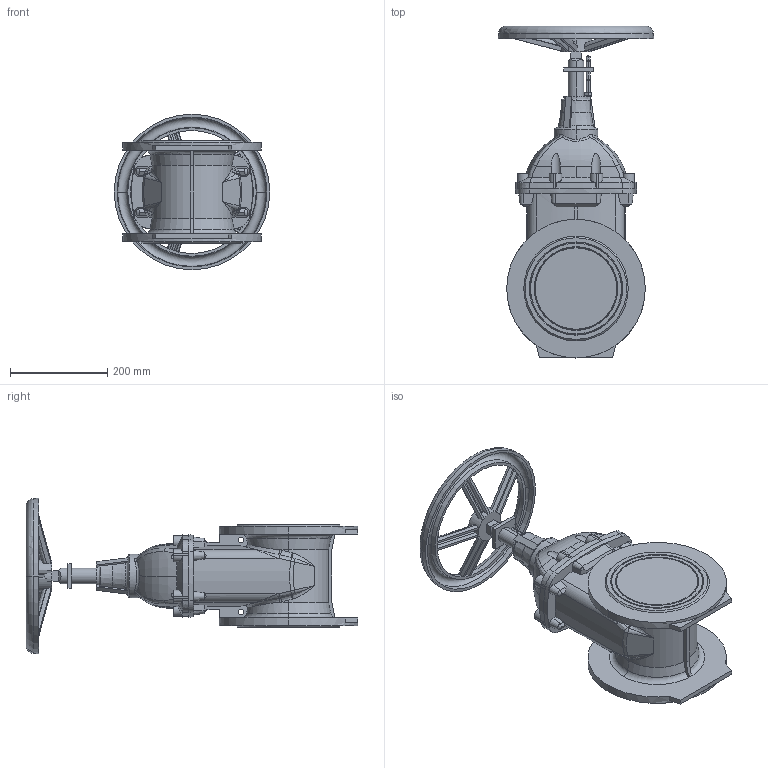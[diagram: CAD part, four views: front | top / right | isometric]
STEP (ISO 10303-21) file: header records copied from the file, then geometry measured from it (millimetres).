
FILE_DESCRIPTION (( 'STEP AP203' ), '1' );
FILE_NAME ('0615035016.STEP', '2014-05-30T06:04:23', ( '' ), ( '' ), 'SwSTEP 2.0', 'SolidWorks 2012', '' );
FILE_SCHEMA (( 'CONFIG_CONTROL_DESIGN' ));
Length unit declared in the file: millimetre
Products named in the file (1): 0615035016
Bounding box: 320 x 682.5 x 320 mm (x, y, z)
Volume: 13201306.9 mm3; surface area: 722429.4 mm2
Topology: 1 solids, 1 shells, 512 faces, 1338 edges, 825 vertices
Faces by surface type: plane 173, cone 123, cylinder 90, bspline 79, torus 45, sphere 2
Entity records: 20098 total; most frequent: CARTESIAN_POINT 8467, ORIENTED_EDGE 2652, DIRECTION 2190, EDGE_CURVE 1326, AXIS2_PLACEMENT_3D 870, VERTEX_POINT 825, EDGE_LOOP 537, FACE_OUTER_BOUND 512
